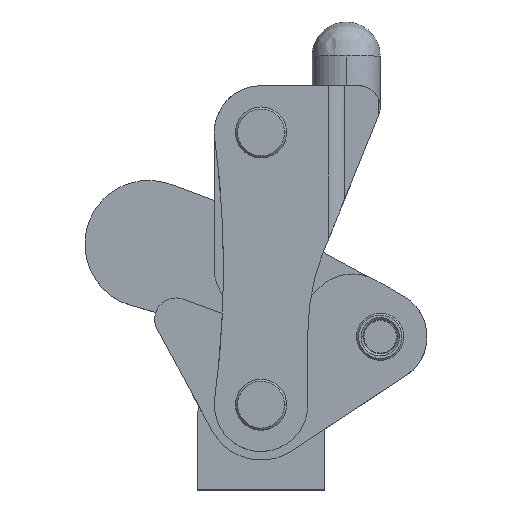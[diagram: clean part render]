
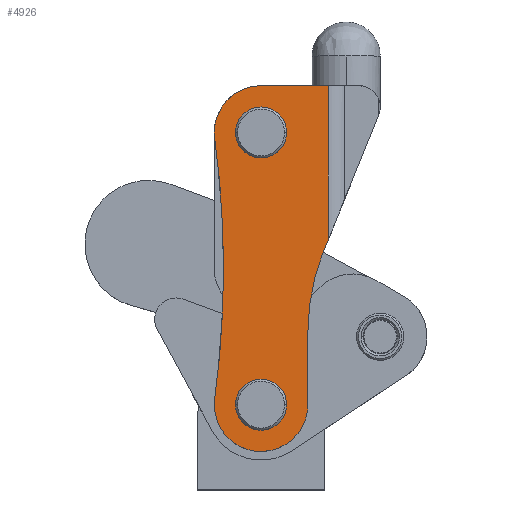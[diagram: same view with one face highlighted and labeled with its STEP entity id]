
A CAD part, top view. The second image highlights one B-rep face of the part: STEP entity #4926.
In plain terms, the highlighted planar face has unit normal (0, 0, 1).
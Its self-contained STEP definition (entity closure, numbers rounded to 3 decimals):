
#64 = VECTOR ( 'NONE', #8561, 1000. ) ;
#265 = EDGE_CURVE ( 'NONE', #5442, #7406, #1543, .T. ) ;
#370 = LINE ( 'NONE', #8037, #6943 ) ;
#429 = EDGE_LOOP ( 'NONE', ( #4231, #3907 ) ) ;
#476 = VERTEX_POINT ( 'NONE', #2747 ) ;
#1052 = CIRCLE ( 'NONE', #10994, 11. ) ;
#1101 = LINE ( 'NONE', #7260, #10811 ) ;
#1145 = CARTESIAN_POINT ( 'NONE',  ( 0., 20., 18.9 ) ) ;
#1356 = EDGE_LOOP ( 'NONE', ( #10028, #9582, #8844, #7960, #7338, #6464, #6005, #5397, #4832, #4536 ) ) ;
#1543 = CIRCLE ( 'NONE', #9537, 226. ) ;
#1562 = FACE_BOUND ( 'NONE', #429, .T. ) ;
#1630 = AXIS2_PLACEMENT_3D ( 'NONE', #8833, #12007, #11751 ) ;
#1756 = CARTESIAN_POINT ( 'NONE',  ( 11., 20., 18.9 ) ) ;
#1800 = AXIS2_PLACEMENT_3D ( 'NONE', #5670, #5629, #5570 ) ;
#1850 = FACE_BOUND ( 'NONE', #5604, .T. ) ;
#1932 = CARTESIAN_POINT ( 'NONE',  ( -8.83, 52., 18.9 ) ) ;
#1961 = VECTOR ( 'NONE', #5553, 1000. ) ;
#2045 = DIRECTION ( 'NONE',  ( -1., 0., 0. ) ) ;
#2079 = EDGE_CURVE ( 'NONE', #9741, #2557, #4442, .T. ) ;
#2092 = B_SPLINE_CURVE_WITH_KNOTS ( 'NONE', 3,
 ( #1756, #8438, #11892, #11854 ),
 .UNSPECIFIED., .F., .F.,
 ( 4, 4 ),
 ( 0., 1. ),
 .UNSPECIFIED. ) ;
#2323 = CIRCLE ( 'NONE', #6302, 6. ) ;
#2490 = EDGE_CURVE ( 'NONE', #476, #7216, #2092, .T. ) ;
#2557 = VERTEX_POINT ( 'NONE', #7745 ) ;
#2567 = EDGE_CURVE ( 'NONE', #7216, #5442, #7263, .T. ) ;
#2747 = CARTESIAN_POINT ( 'NONE',  ( 11., 20., 18.9 ) ) ;
#2869 = DIRECTION ( 'NONE',  ( 0., 0., 1. ) ) ;
#2892 = ORIENTED_EDGE ( 'NONE', *, *, #6315, .F. ) ;
#2940 = AXIS2_PLACEMENT_3D ( 'NONE', #9087, #6713, #6675 ) ;
#3146 = EDGE_CURVE ( 'NONE', #2557, #4281, #370, .T. ) ;
#3353 = ORIENTED_EDGE ( 'NONE', *, *, #9868, .F. ) ;
#3356 = CARTESIAN_POINT ( 'NONE',  ( -6., 84., 18.9 ) ) ;
#3578 = VERTEX_POINT ( 'NONE', #11689 ) ;
#3672 = DIRECTION ( 'NONE',  ( 0., 0., 1. ) ) ;
#3907 = ORIENTED_EDGE ( 'NONE', *, *, #10500, .F. ) ;
#4118 = EDGE_CURVE ( 'NONE', #10036, #10261, #8349, .T. ) ;
#4231 = ORIENTED_EDGE ( 'NONE', *, *, #4118, .F. ) ;
#4281 = VERTEX_POINT ( 'NONE', #9481 ) ;
#4424 = DIRECTION ( 'NONE',  ( 0., 0., 1. ) ) ;
#4442 = LINE ( 'NONE', #8152, #1961 ) ;
#4536 = ORIENTED_EDGE ( 'NONE', *, *, #3146, .F. ) ;
#4678 = CIRCLE ( 'NONE', #11155, 50. ) ;
#4832 = ORIENTED_EDGE ( 'NONE', *, *, #10105, .F. ) ;
#4926 = ADVANCED_FACE ( 'NONE', ( #9407, #1562, #1850 ), #6741, .F. ) ;
#5109 = CARTESIAN_POINT ( 'NONE',  ( 6., 20., 18.9 ) ) ;
#5397 = ORIENTED_EDGE ( 'NONE', *, *, #11818, .F. ) ;
#5406 = DIRECTION ( 'NONE',  ( 0., 0., -1. ) ) ;
#5442 = VERTEX_POINT ( 'NONE', #6651 ) ;
#5553 = DIRECTION ( 'NONE',  ( 0., -1., 0. ) ) ;
#5570 = DIRECTION ( 'NONE',  ( -1., 0., 0. ) ) ;
#5604 = EDGE_LOOP ( 'NONE', ( #3353, #2892 ) ) ;
#5629 = DIRECTION ( 'NONE',  ( 0., 0., 1. ) ) ;
#5670 = CARTESIAN_POINT ( 'NONE',  ( 0., 20., 18.9 ) ) ;
#6005 = ORIENTED_EDGE ( 'NONE', *, *, #2490, .F. ) ;
#6266 = DIRECTION ( 'NONE',  ( 1., 0., 0. ) ) ;
#6297 = DIRECTION ( 'NONE',  ( 1., 0., 0. ) ) ;
#6302 = AXIS2_PLACEMENT_3D ( 'NONE', #1145, #7702, #2045 ) ;
#6315 = EDGE_CURVE ( 'NONE', #6471, #9030, #11109, .T. ) ;
#6388 = DIRECTION ( 'NONE',  ( 0., 0., -1. ) ) ;
#6442 = CARTESIAN_POINT ( 'NONE',  ( 11., 37.233, 18.9 ) ) ;
#6464 = ORIENTED_EDGE ( 'NONE', *, *, #2567, .F. ) ;
#6471 = VERTEX_POINT ( 'NONE', #5109 ) ;
#6475 = CARTESIAN_POINT ( 'NONE',  ( -10.899, 82.515, 18.9 ) ) ;
#6651 = CARTESIAN_POINT ( 'NONE',  ( -10.899, 21.485, 18.9 ) ) ;
#6675 = DIRECTION ( 'NONE',  ( -1., 0., 0. ) ) ;
#6713 = DIRECTION ( 'NONE',  ( 0., 0., -1. ) ) ;
#6741 = PLANE ( 'NONE',  #2940 ) ;
#6798 = CARTESIAN_POINT ( 'NONE',  ( 0., 20., 18.9 ) ) ;
#6943 = VECTOR ( 'NONE', #7643, 1000. ) ;
#6946 = VERTEX_POINT ( 'NONE', #6475 ) ;
#7216 = VERTEX_POINT ( 'NONE', #11706 ) ;
#7223 = LINE ( 'NONE', #9523, #64 ) ;
#7260 = CARTESIAN_POINT ( 'NONE',  ( 11., 195., 18.9 ) ) ;
#7263 = CIRCLE ( 'NONE', #9614, 11. ) ;
#7286 = VERTEX_POINT ( 'NONE', #6442 ) ;
#7338 = ORIENTED_EDGE ( 'NONE', *, *, #265, .F. ) ;
#7406 = VERTEX_POINT ( 'NONE', #1932 ) ;
#7643 = DIRECTION ( 'NONE',  ( -0.375, -0.927, 0. ) ) ;
#7683 = CARTESIAN_POINT ( 'NONE',  ( -6., 20., 18.9 ) ) ;
#7702 = DIRECTION ( 'NONE',  ( 0., 0., 1. ) ) ;
#7745 = CARTESIAN_POINT ( 'NONE',  ( 15.734, 58.668, 18.9 ) ) ;
#7746 = CARTESIAN_POINT ( 'NONE',  ( -234.83, 52., 18.9 ) ) ;
#7960 = ORIENTED_EDGE ( 'NONE', *, *, #10571, .F. ) ;
#8008 = DIRECTION ( 'NONE',  ( 0., 0., 1. ) ) ;
#8037 = CARTESIAN_POINT ( 'NONE',  ( 15.734, 58.668, 18.9 ) ) ;
#8144 = AXIS2_PLACEMENT_3D ( 'NONE', #9400, #3672, #10322 ) ;
#8152 = CARTESIAN_POINT ( 'NONE',  ( 15.734, 195., 18.9 ) ) ;
#8349 = CIRCLE ( 'NONE', #1630, 6. ) ;
#8379 = CIRCLE ( 'NONE', #11314, 226. ) ;
#8438 = CARTESIAN_POINT ( 'NONE',  ( 11., 19.503, 18.9 ) ) ;
#8551 = CARTESIAN_POINT ( 'NONE',  ( -234.83, 52., 18.9 ) ) ;
#8561 = DIRECTION ( 'NONE',  ( 1., 0., 0. ) ) ;
#8833 = CARTESIAN_POINT ( 'NONE',  ( 0., 84., 18.9 ) ) ;
#8844 = ORIENTED_EDGE ( 'NONE', *, *, #9708, .F. ) ;
#9010 = EDGE_CURVE ( 'NONE', #3578, #9741, #7223, .T. ) ;
#9030 = VERTEX_POINT ( 'NONE', #7683 ) ;
#9087 = CARTESIAN_POINT ( 'NONE',  ( 15.734, 195., 18.9 ) ) ;
#9295 = CIRCLE ( 'NONE', #8144, 6. ) ;
#9400 = CARTESIAN_POINT ( 'NONE',  ( 0., 84., 18.9 ) ) ;
#9407 = FACE_OUTER_BOUND ( 'NONE', #1356, .T. ) ;
#9481 = CARTESIAN_POINT ( 'NONE',  ( 14.641, 55.963, 18.9 ) ) ;
#9513 = DIRECTION ( 'NONE',  ( 1., 0., 0. ) ) ;
#9523 = CARTESIAN_POINT ( 'NONE',  ( 15.734, 95., 18.9 ) ) ;
#9537 = AXIS2_PLACEMENT_3D ( 'NONE', #7746, #8008, #6297 ) ;
#9582 = ORIENTED_EDGE ( 'NONE', *, *, #9010, .F. ) ;
#9614 = AXIS2_PLACEMENT_3D ( 'NONE', #6798, #6388, #6266 ) ;
#9708 = EDGE_CURVE ( 'NONE', #6946, #3578, #1052, .T. ) ;
#9741 = VERTEX_POINT ( 'NONE', #11151 ) ;
#9868 = EDGE_CURVE ( 'NONE', #9030, #6471, #2323, .T. ) ;
#10028 = ORIENTED_EDGE ( 'NONE', *, *, #2079, .F. ) ;
#10036 = VERTEX_POINT ( 'NONE', #3356 ) ;
#10105 = EDGE_CURVE ( 'NONE', #4281, #7286, #4678, .T. ) ;
#10128 = CARTESIAN_POINT ( 'NONE',  ( 61., 37.233, 18.9 ) ) ;
#10261 = VERTEX_POINT ( 'NONE', #11308 ) ;
#10322 = DIRECTION ( 'NONE',  ( -1., 0., 0. ) ) ;
#10500 = EDGE_CURVE ( 'NONE', #10261, #10036, #9295, .T. ) ;
#10571 = EDGE_CURVE ( 'NONE', #7406, #6946, #8379, .T. ) ;
#10811 = VECTOR ( 'NONE', #11056, 1000. ) ;
#10994 = AXIS2_PLACEMENT_3D ( 'NONE', #11108, #5406, #12036 ) ;
#11052 = DIRECTION ( 'NONE',  ( 1., 0., 0. ) ) ;
#11056 = DIRECTION ( 'NONE',  ( 0., -1., 0. ) ) ;
#11108 = CARTESIAN_POINT ( 'NONE',  ( 0., 84., 18.9 ) ) ;
#11109 = CIRCLE ( 'NONE', #1800, 6. ) ;
#11151 = CARTESIAN_POINT ( 'NONE',  ( 15.734, 95., 18.9 ) ) ;
#11155 = AXIS2_PLACEMENT_3D ( 'NONE', #10128, #4424, #11052 ) ;
#11308 = CARTESIAN_POINT ( 'NONE',  ( 6., 84., 18.9 ) ) ;
#11314 = AXIS2_PLACEMENT_3D ( 'NONE', #8551, #2869, #9513 ) ;
#11689 = CARTESIAN_POINT ( 'NONE',  ( 0., 95., 18.9 ) ) ;
#11706 = CARTESIAN_POINT ( 'NONE',  ( 10.899, 18.515, 18.9 ) ) ;
#11751 = DIRECTION ( 'NONE',  ( -1., 0., 0. ) ) ;
#11818 = EDGE_CURVE ( 'NONE', #7286, #476, #1101, .T. ) ;
#11854 = CARTESIAN_POINT ( 'NONE',  ( 10.899, 18.515, 18.9 ) ) ;
#11892 = CARTESIAN_POINT ( 'NONE',  ( 10.966, 19.007, 18.9 ) ) ;
#12007 = DIRECTION ( 'NONE',  ( 0., 0., 1. ) ) ;
#12036 = DIRECTION ( 'NONE',  ( 1., 0., 0. ) ) ;
